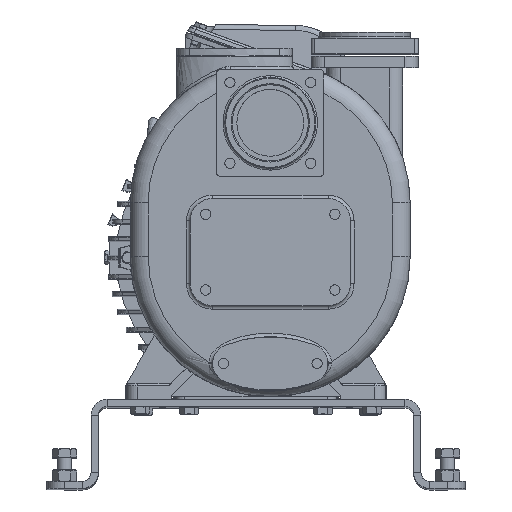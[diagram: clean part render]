
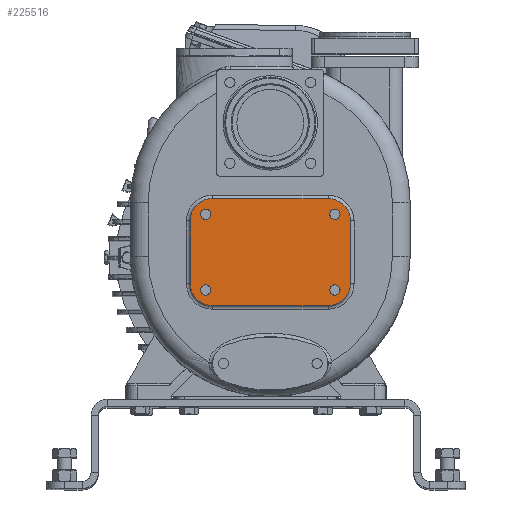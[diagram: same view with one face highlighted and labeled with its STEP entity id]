
A CAD part, top view. The second image highlights one B-rep face of the part: STEP entity #225516.
In plain terms, the highlighted planar face has unit normal (0, 0, 1).
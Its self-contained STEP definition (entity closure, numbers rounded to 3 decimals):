
#225145=CARTESIAN_POINT('',(-49.,130.,125.));
#225146=DIRECTION('',(0.,0.,-1.));
#225147=DIRECTION('',(0.,-1.,0.));
#225148=AXIS2_PLACEMENT_3D('',#225145,#225146,#225147);
#225150=DIRECTION('',(0.,1.,0.));
#225151=VECTOR('',#225150,70.);
#225152=CARTESIAN_POINT('',(-74.,130.,125.));
#225153=LINE('',#225152,#225151);
#225154=CARTESIAN_POINT('',(-49.,200.,125.));
#225155=DIRECTION('',(0.,0.,-1.));
#225156=DIRECTION('',(-1.,0.,0.));
#225157=AXIS2_PLACEMENT_3D('',#225154,#225155,#225156);
#225159=DIRECTION('',(1.,0.,0.));
#225160=VECTOR('',#225159,130.);
#225161=CARTESIAN_POINT('',(-49.,225.,125.));
#225162=LINE('',#225161,#225160);
#225163=CARTESIAN_POINT('',(81.,200.,125.));
#225164=DIRECTION('',(0.,0.,-1.));
#225165=DIRECTION('',(0.,1.,0.));
#225166=AXIS2_PLACEMENT_3D('',#225163,#225164,#225165);
#225168=DIRECTION('',(0.,-1.,0.));
#225169=VECTOR('',#225168,70.);
#225170=CARTESIAN_POINT('',(106.,200.,125.));
#225171=LINE('',#225170,#225169);
#225172=CARTESIAN_POINT('',(81.,130.,125.));
#225173=DIRECTION('',(0.,0.,-1.));
#225174=DIRECTION('',(1.,0.,0.));
#225175=AXIS2_PLACEMENT_3D('',#225172,#225173,#225174);
#225177=DIRECTION('',(-1.,0.,0.));
#225178=VECTOR('',#225177,130.);
#225179=CARTESIAN_POINT('',(81.,105.,125.));
#225180=LINE('',#225179,#225178);
#225181=CARTESIAN_POINT('',(88.5,122.5,125.));
#225182=DIRECTION('',(0.,0.,1.));
#225183=DIRECTION('',(1.,0.,0.));
#225184=AXIS2_PLACEMENT_3D('',#225181,#225182,#225183);
#225186=CARTESIAN_POINT('',(88.5,122.5,125.));
#225187=DIRECTION('',(0.,0.,1.));
#225188=DIRECTION('',(-1.,0.,0.));
#225189=AXIS2_PLACEMENT_3D('',#225186,#225187,#225188);
#225191=CARTESIAN_POINT('',(88.5,207.5,125.));
#225192=DIRECTION('',(0.,0.,1.));
#225193=DIRECTION('',(1.,0.,0.));
#225194=AXIS2_PLACEMENT_3D('',#225191,#225192,#225193);
#225196=CARTESIAN_POINT('',(88.5,207.5,125.));
#225197=DIRECTION('',(0.,0.,1.));
#225198=DIRECTION('',(-1.,0.,0.));
#225199=AXIS2_PLACEMENT_3D('',#225196,#225197,#225198);
#225201=CARTESIAN_POINT('',(-56.5,122.5,125.));
#225202=DIRECTION('',(0.,0.,1.));
#225203=DIRECTION('',(1.,0.,0.));
#225204=AXIS2_PLACEMENT_3D('',#225201,#225202,#225203);
#225206=CARTESIAN_POINT('',(-56.5,122.5,125.));
#225207=DIRECTION('',(0.,0.,1.));
#225208=DIRECTION('',(-1.,0.,0.));
#225209=AXIS2_PLACEMENT_3D('',#225206,#225207,#225208);
#225211=CARTESIAN_POINT('',(-56.5,207.5,125.));
#225212=DIRECTION('',(0.,0.,1.));
#225213=DIRECTION('',(1.,0.,0.));
#225214=AXIS2_PLACEMENT_3D('',#225211,#225212,#225213);
#225216=CARTESIAN_POINT('',(-56.5,207.5,125.));
#225217=DIRECTION('',(0.,0.,1.));
#225218=DIRECTION('',(-1.,0.,0.));
#225219=AXIS2_PLACEMENT_3D('',#225216,#225217,#225218);
#225285=CARTESIAN_POINT('',(94.25,122.5,125.));
#225286=CARTESIAN_POINT('',(82.75,122.5,125.));
#225287=VERTEX_POINT('',#225285);
#225288=VERTEX_POINT('',#225286);
#225289=CARTESIAN_POINT('',(94.25,207.5,125.));
#225290=CARTESIAN_POINT('',(82.75,207.5,125.));
#225291=VERTEX_POINT('',#225289);
#225292=VERTEX_POINT('',#225290);
#225293=CARTESIAN_POINT('',(-50.75,122.5,125.));
#225294=CARTESIAN_POINT('',(-62.25,122.5,125.));
#225295=VERTEX_POINT('',#225293);
#225296=VERTEX_POINT('',#225294);
#225297=CARTESIAN_POINT('',(-50.75,207.5,125.));
#225298=CARTESIAN_POINT('',(-62.25,207.5,125.));
#225299=VERTEX_POINT('',#225297);
#225300=VERTEX_POINT('',#225298);
#225301=CARTESIAN_POINT('',(-49.,105.,125.));
#225302=CARTESIAN_POINT('',(-74.,130.,125.));
#225303=VERTEX_POINT('',#225301);
#225304=VERTEX_POINT('',#225302);
#225305=CARTESIAN_POINT('',(-74.,200.,125.));
#225306=VERTEX_POINT('',#225305);
#225307=CARTESIAN_POINT('',(-49.,225.,125.));
#225308=VERTEX_POINT('',#225307);
#225309=CARTESIAN_POINT('',(81.,225.,125.));
#225310=VERTEX_POINT('',#225309);
#225311=CARTESIAN_POINT('',(106.,200.,125.));
#225312=VERTEX_POINT('',#225311);
#225313=CARTESIAN_POINT('',(106.,130.,125.));
#225314=VERTEX_POINT('',#225313);
#225315=CARTESIAN_POINT('',(81.,105.,125.));
#225316=VERTEX_POINT('',#225315);
#225477=CARTESIAN_POINT('',(16.,165.,125.));
#225478=DIRECTION('',(0.,0.,-1.));
#225479=DIRECTION('',(1.,0.,0.));
#225480=AXIS2_PLACEMENT_3D('',#225477,#225478,#225479);
#225481=PLANE('',#225480);
#225482=ORIENTED_EDGE('',*,*,#225388,.T.);
#225483=ORIENTED_EDGE('',*,*,#225402,.T.);
#225484=ORIENTED_EDGE('',*,*,#225416,.T.);
#225485=ORIENTED_EDGE('',*,*,#225430,.T.);
#225486=ORIENTED_EDGE('',*,*,#225444,.T.);
#225487=ORIENTED_EDGE('',*,*,#225458,.T.);
#225488=ORIENTED_EDGE('',*,*,#225471,.T.);
#225489=ORIENTED_EDGE('',*,*,#225326,.T.);
#225490=EDGE_LOOP('',(#225482,#225483,#225484,#225485,#225486,#225487,#225488,
#225489));
#225491=FACE_OUTER_BOUND('',#225490,.F.);
#225493=ORIENTED_EDGE('',*,*,#225492,.T.);
#225495=ORIENTED_EDGE('',*,*,#225494,.T.);
#225496=EDGE_LOOP('',(#225493,#225495));
#225497=FACE_BOUND('',#225496,.F.);
#225499=ORIENTED_EDGE('',*,*,#225498,.T.);
#225501=ORIENTED_EDGE('',*,*,#225500,.T.);
#225502=EDGE_LOOP('',(#225499,#225501));
#225503=FACE_BOUND('',#225502,.F.);
#225505=ORIENTED_EDGE('',*,*,#225504,.T.);
#225507=ORIENTED_EDGE('',*,*,#225506,.T.);
#225508=EDGE_LOOP('',(#225505,#225507));
#225509=FACE_BOUND('',#225508,.F.);
#225511=ORIENTED_EDGE('',*,*,#225510,.T.);
#225513=ORIENTED_EDGE('',*,*,#225512,.T.);
#225514=EDGE_LOOP('',(#225511,#225513));
#225515=FACE_BOUND('',#225514,.F.);
#225516=ADVANCED_FACE('',(#225491,#225497,#225503,#225509,#225515),#225481,.F.);
#225149=CIRCLE('',#225148,25.);
#225158=CIRCLE('',#225157,25.);
#225167=CIRCLE('',#225166,25.);
#225176=CIRCLE('',#225175,25.);
#225185=CIRCLE('',#225184,5.75);
#225190=CIRCLE('',#225189,5.75);
#225195=CIRCLE('',#225194,5.75);
#225200=CIRCLE('',#225199,5.75);
#225205=CIRCLE('',#225204,5.75);
#225210=CIRCLE('',#225209,5.75);
#225215=CIRCLE('',#225214,5.75);
#225220=CIRCLE('',#225219,5.75);
#225326=EDGE_CURVE('',#225316,#225303,#225180,.T.);
#225388=EDGE_CURVE('',#225303,#225304,#225149,.T.);
#225402=EDGE_CURVE('',#225304,#225306,#225153,.T.);
#225416=EDGE_CURVE('',#225306,#225308,#225158,.T.);
#225430=EDGE_CURVE('',#225308,#225310,#225162,.T.);
#225444=EDGE_CURVE('',#225310,#225312,#225167,.T.);
#225458=EDGE_CURVE('',#225312,#225314,#225171,.T.);
#225471=EDGE_CURVE('',#225314,#225316,#225176,.T.);
#225492=EDGE_CURVE('',#225287,#225288,#225185,.T.);
#225494=EDGE_CURVE('',#225288,#225287,#225190,.T.);
#225498=EDGE_CURVE('',#225291,#225292,#225195,.T.);
#225500=EDGE_CURVE('',#225292,#225291,#225200,.T.);
#225504=EDGE_CURVE('',#225295,#225296,#225205,.T.);
#225506=EDGE_CURVE('',#225296,#225295,#225210,.T.);
#225510=EDGE_CURVE('',#225299,#225300,#225215,.T.);
#225512=EDGE_CURVE('',#225300,#225299,#225220,.T.);
